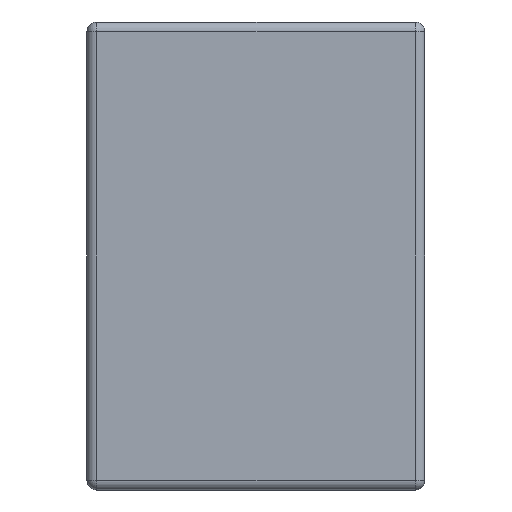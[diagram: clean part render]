
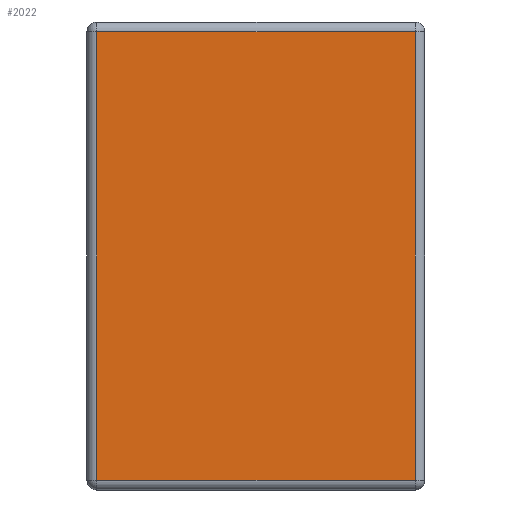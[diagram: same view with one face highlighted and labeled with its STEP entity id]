
A CAD part, left-side view. The second image highlights one B-rep face of the part: STEP entity #2022.
In plain terms, the highlighted planar face has unit normal (-1, 0, 0).
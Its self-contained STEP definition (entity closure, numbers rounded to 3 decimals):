
#49 = VERTEX_POINT ( 'NONE', #4198 ) ;
#159 = DIRECTION ( 'NONE',  ( 0., 0., 1. ) ) ;
#170 = EDGE_CURVE ( 'NONE', #3939, #4318, #3918, .T. ) ;
#630 = DIRECTION ( 'NONE',  ( 0., -1., 0. ) ) ;
#657 = ORIENTED_EDGE ( 'NONE', *, *, #170, .T. ) ;
#708 = VERTEX_POINT ( 'NONE', #1430 ) ;
#866 = ORIENTED_EDGE ( 'NONE', *, *, #4125, .T. ) ;
#903 = EDGE_CURVE ( 'NONE', #708, #49, #2769, .T. ) ;
#996 = ORIENTED_EDGE ( 'NONE', *, *, #903, .T. ) ;
#1085 = CARTESIAN_POINT ( 'NONE',  ( 0., 1.263, -1.763 ) ) ;
#1126 = DIRECTION ( 'NONE',  ( 0., 0., 1. ) ) ;
#1231 = LINE ( 'NONE', #4476, #3460 ) ;
#1282 = LINE ( 'NONE', #1375, #2107 ) ;
#1375 = CARTESIAN_POINT ( 'NONE',  ( 0., 0., -1.763 ) ) ;
#1430 = CARTESIAN_POINT ( 'NONE',  ( 0., 0.037, -1.763 ) ) ;
#1565 = EDGE_CURVE ( 'NONE', #49, #3939, #1231, .T. ) ;
#1568 = FACE_OUTER_BOUND ( 'NONE', #3266, .T. ) ;
#1905 = CARTESIAN_POINT ( 'NONE',  ( 0., 1.263, -1.8 ) ) ;
#2022 = ADVANCED_FACE ( 'NONE', ( #1568 ), #2292, .T. ) ;
#2055 = DIRECTION ( 'NONE',  ( 0., 1., 0. ) ) ;
#2107 = VECTOR ( 'NONE', #630, 1000. ) ;
#2292 = PLANE ( 'NONE',  #2919 ) ;
#2540 = ORIENTED_EDGE ( 'NONE', *, *, #1565, .T. ) ;
#2570 = VECTOR ( 'NONE', #2723, 1000. ) ;
#2680 = DIRECTION ( 'NONE',  ( -1., 0., 0. ) ) ;
#2723 = DIRECTION ( 'NONE',  ( 0., 0., -1. ) ) ;
#2769 = LINE ( 'NONE', #3934, #4536 ) ;
#2919 = AXIS2_PLACEMENT_3D ( 'NONE', #3684, #2680, #159 ) ;
#3266 = EDGE_LOOP ( 'NONE', ( #866, #996, #2540, #657 ) ) ;
#3460 = VECTOR ( 'NONE', #2055, 1000. ) ;
#3684 = CARTESIAN_POINT ( 'NONE',  ( 0., 0., 0. ) ) ;
#3917 = CARTESIAN_POINT ( 'NONE',  ( 0., 1.263, -0.037 ) ) ;
#3918 = LINE ( 'NONE', #1905, #2570 ) ;
#3934 = CARTESIAN_POINT ( 'NONE',  ( 0., 0.037, 0. ) ) ;
#3939 = VERTEX_POINT ( 'NONE', #3917 ) ;
#4125 = EDGE_CURVE ( 'NONE', #4318, #708, #1282, .T. ) ;
#4198 = CARTESIAN_POINT ( 'NONE',  ( 0., 0.037, -0.037 ) ) ;
#4318 = VERTEX_POINT ( 'NONE', #1085 ) ;
#4476 = CARTESIAN_POINT ( 'NONE',  ( 0., 1.3, -0.037 ) ) ;
#4536 = VECTOR ( 'NONE', #1126, 1000. ) ;
